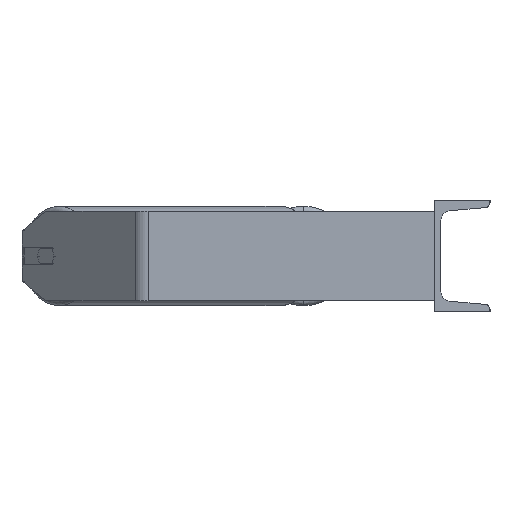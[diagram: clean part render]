
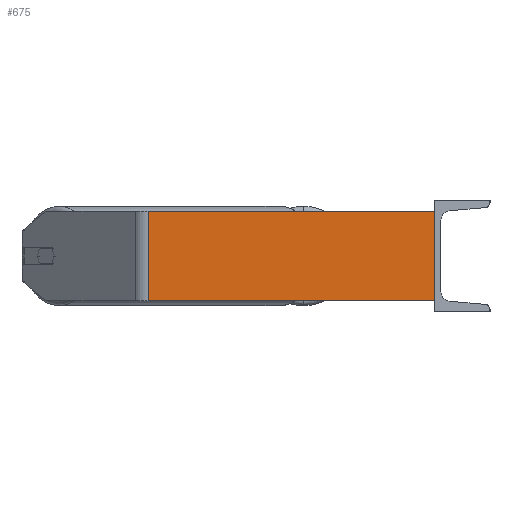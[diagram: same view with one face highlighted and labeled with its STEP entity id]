
A CAD part, left-side view. The second image highlights one B-rep face of the part: STEP entity #675.
In plain terms, the highlighted planar face has unit normal (-1, 0, 0).
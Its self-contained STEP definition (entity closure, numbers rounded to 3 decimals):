
#281 = CARTESIAN_POINT ( 'NONE',  ( -485., 256.335, 40. ) ) ;
#298 = AXIS2_PLACEMENT_3D ( 'NONE', #1661, #834, #4299 ) ;
#402 = EDGE_LOOP ( 'NONE', ( #1206, #8520, #7873, #5932 ) ) ;
#675 = ADVANCED_FACE ( 'NONE', ( #5221 ), #4399, .F. ) ;
#834 = DIRECTION ( 'NONE',  ( 1., 0., 0. ) ) ;
#836 = DIRECTION ( 'NONE',  ( 0., 0., -1. ) ) ;
#944 = CARTESIAN_POINT ( 'NONE',  ( -485., 0., 40. ) ) ;
#1206 = ORIENTED_EDGE ( 'NONE', *, *, #4085, .T. ) ;
#1461 = EDGE_CURVE ( 'NONE', #2053, #7372, #8397, .T. ) ;
#1589 = VECTOR ( 'NONE', #4982, 1000. ) ;
#1661 = CARTESIAN_POINT ( 'NONE',  ( -485., 262.963, 40. ) ) ;
#2013 = CARTESIAN_POINT ( 'NONE',  ( -485., 262.963, -40. ) ) ;
#2053 = VERTEX_POINT ( 'NONE', #944 ) ;
#3013 = DIRECTION ( 'NONE',  ( 0., 0., -1. ) ) ;
#3609 = VECTOR ( 'NONE', #3013, 1000. ) ;
#3642 = VERTEX_POINT ( 'NONE', #5657 ) ;
#4085 = EDGE_CURVE ( 'NONE', #3642, #7372, #6201, .T. ) ;
#4106 = LINE ( 'NONE', #8377, #1589 ) ;
#4185 = VERTEX_POINT ( 'NONE', #6424 ) ;
#4299 = DIRECTION ( 'NONE',  ( 0., 1., 0. ) ) ;
#4399 = PLANE ( 'NONE',  #298 ) ;
#4687 = DIRECTION ( 'NONE',  ( 0., -1., 0. ) ) ;
#4737 = EDGE_CURVE ( 'NONE', #4185, #3642, #6651, .T. ) ;
#4910 = CARTESIAN_POINT ( 'NONE',  ( -485., 0., 40. ) ) ;
#4982 = DIRECTION ( 'NONE',  ( 0., -1., 0. ) ) ;
#5221 = FACE_OUTER_BOUND ( 'NONE', #402, .T. ) ;
#5230 = EDGE_CURVE ( 'NONE', #4185, #2053, #4106, .T. ) ;
#5657 = CARTESIAN_POINT ( 'NONE',  ( -485., 256.335, -40. ) ) ;
#5779 = VECTOR ( 'NONE', #836, 1000. ) ;
#5932 = ORIENTED_EDGE ( 'NONE', *, *, #4737, .T. ) ;
#6044 = CARTESIAN_POINT ( 'NONE',  ( -485., 0., -40. ) ) ;
#6201 = LINE ( 'NONE', #2013, #8843 ) ;
#6424 = CARTESIAN_POINT ( 'NONE',  ( -485., 256.335, 40. ) ) ;
#6651 = LINE ( 'NONE', #281, #3609 ) ;
#7372 = VERTEX_POINT ( 'NONE', #6044 ) ;
#7873 = ORIENTED_EDGE ( 'NONE', *, *, #5230, .F. ) ;
#8377 = CARTESIAN_POINT ( 'NONE',  ( -485., 262.963, 40. ) ) ;
#8397 = LINE ( 'NONE', #4910, #5779 ) ;
#8520 = ORIENTED_EDGE ( 'NONE', *, *, #1461, .F. ) ;
#8843 = VECTOR ( 'NONE', #4687, 1000. ) ;
